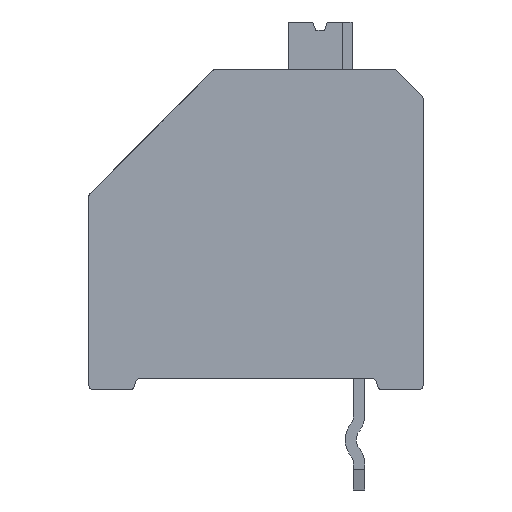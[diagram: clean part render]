
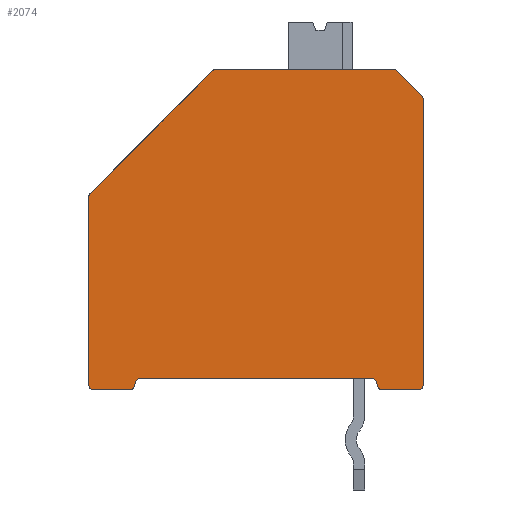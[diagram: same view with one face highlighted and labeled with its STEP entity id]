
A CAD part, front view. The second image highlights one B-rep face of the part: STEP entity #2074.
In plain terms, the highlighted planar face has unit normal (0, -1, 0).
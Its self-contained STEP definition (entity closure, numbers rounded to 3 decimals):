
#2074 = ADVANCED_FACE( '', ( #4076 ), #4077, .T. );
#4076 = FACE_OUTER_BOUND( '', #6069, .T. );
#4077 = PLANE( '', #6070 );
#6069 = EDGE_LOOP( '', ( #11794, #11795, #11796, #11797, #11798, #11799, #11800, #11801, #11802, #11803, #11804, #11805, #11806, #11807, #11808, #11809, #11810, #11811, #11812, #11813 ) );
#6070 = AXIS2_PLACEMENT_3D( '', #11814, #11815, #11816 );
#11794 = ORIENTED_EDGE( '', *, *, #14159, .F. );
#11795 = ORIENTED_EDGE( '', *, *, #14462, .T. );
#11796 = ORIENTED_EDGE( '', *, *, #12459, .F. );
#11797 = ORIENTED_EDGE( '', *, *, #14136, .T. );
#11798 = ORIENTED_EDGE( '', *, *, #13284, .F. );
#11799 = ORIENTED_EDGE( '', *, *, #14743, .T. );
#11800 = ORIENTED_EDGE( '', *, *, #13323, .T. );
#11801 = ORIENTED_EDGE( '', *, *, #14609, .T. );
#11802 = ORIENTED_EDGE( '', *, *, #14766, .F. );
#11803 = ORIENTED_EDGE( '', *, *, #14363, .T. );
#11804 = ORIENTED_EDGE( '', *, *, #13660, .T. );
#11805 = ORIENTED_EDGE( '', *, *, #14515, .F. );
#11806 = ORIENTED_EDGE( '', *, *, #14235, .T. );
#11807 = ORIENTED_EDGE( '', *, *, #13040, .F. );
#11808 = ORIENTED_EDGE( '', *, *, #13845, .T. );
#11809 = ORIENTED_EDGE( '', *, *, #14565, .T. );
#11810 = ORIENTED_EDGE( '', *, *, #14767, .F. );
#11811 = ORIENTED_EDGE( '', *, *, #13539, .T. );
#11812 = ORIENTED_EDGE( '', *, *, #14768, .T. );
#11813 = ORIENTED_EDGE( '', *, *, #14257, .T. );
#11814 = CARTESIAN_POINT( '', ( 0., -33., 0. ) );
#11815 = DIRECTION( '', ( 0., -1., 0. ) );
#11816 = DIRECTION( '', ( 0., 0., -1. ) );
#12459 = EDGE_CURVE( '', #14951, #14939, #14953, .T. );
#13040 = EDGE_CURVE( '', #15961, #15963, #15964, .T. );
#13284 = EDGE_CURVE( '', #16365, #16367, #16368, .T. );
#13323 = EDGE_CURVE( '', #16423, #16427, #16429, .T. );
#13539 = EDGE_CURVE( '', #16762, #16766, #16768, .T. );
#13660 = EDGE_CURVE( '', #16961, #16959, #16962, .T. );
#13845 = EDGE_CURVE( '', #15961, #17238, #17240, .T. );
#14136 = EDGE_CURVE( '', #14951, #16367, #17641, .T. );
#14159 = EDGE_CURVE( '', #17667, #17665, #17669, .T. );
#14235 = EDGE_CURVE( '', #17768, #15963, #17769, .T. );
#14257 = EDGE_CURVE( '', #17797, #17665, #17799, .T. );
#14363 = EDGE_CURVE( '', #17926, #16961, #17928, .T. );
#14462 = EDGE_CURVE( '', #17667, #14939, #18056, .T. );
#14515 = EDGE_CURVE( '', #17768, #16959, #18114, .T. );
#14565 = EDGE_CURVE( '', #17238, #18169, #18171, .T. );
#14609 = EDGE_CURVE( '', #16427, #18218, #18220, .T. );
#14743 = EDGE_CURVE( '', #16365, #16423, #18366, .T. );
#14766 = EDGE_CURVE( '', #17926, #18218, #18389, .T. );
#14767 = EDGE_CURVE( '', #16762, #18169, #18390, .T. );
#14768 = EDGE_CURVE( '', #16766, #17797, #18391, .T. );
#14939 = VERTEX_POINT( '', #18604 );
#14951 = VERTEX_POINT( '', #18621 );
#14953 = LINE( '', #18624, #18625 );
#15961 = VERTEX_POINT( '', #19995 );
#15963 = VERTEX_POINT( '', #19998 );
#15964 = CIRCLE( '', #19999, 0.17 );
#16365 = VERTEX_POINT( '', #20570 );
#16367 = VERTEX_POINT( '', #20573 );
#16368 = LINE( '', #20574, #20575 );
#16423 = VERTEX_POINT( '', #20653 );
#16427 = VERTEX_POINT( '', #20659 );
#16429 = LINE( '', #20662, #20663 );
#16762 = VERTEX_POINT( '', #21137 );
#16766 = VERTEX_POINT( '', #21142 );
#16768 = CIRCLE( '', #21145, 0.17 );
#16959 = VERTEX_POINT( '', #21446 );
#16961 = VERTEX_POINT( '', #21449 );
#16962 = LINE( '', #21450, #21451 );
#17238 = VERTEX_POINT( '', #21843 );
#17240 = LINE( '', #21846, #21847 );
#17641 = CIRCLE( '', #22407, 0.17 );
#17665 = VERTEX_POINT( '', #22438 );
#17667 = VERTEX_POINT( '', #22441 );
#17669 = LINE( '', #22444, #22445 );
#17768 = VERTEX_POINT( '', #22586 );
#17769 = LINE( '', #22587, #22588 );
#17797 = VERTEX_POINT( '', #22628 );
#17799 = CIRCLE( '', #22631, 0.17 );
#17926 = VERTEX_POINT( '', #22809 );
#17928 = CIRCLE( '', #22812, 0.17 );
#18056 = CIRCLE( '', #23003, 0.17 );
#18114 = CIRCLE( '', #23085, 0.17 );
#18169 = VERTEX_POINT( '', #23164 );
#18171 = CIRCLE( '', #23167, 0.17 );
#18218 = VERTEX_POINT( '', #23233 );
#18220 = CIRCLE( '', #23236, 0.17 );
#18366 = CIRCLE( '', #23457, 0.17 );
#18389 = LINE( '', #23486, #23487 );
#18390 = LINE( '', #23488, #23489 );
#18391 = LINE( '', #23490, #23491 );
#18604 = CARTESIAN_POINT( '', ( 10.93, -33., 11.33 ) );
#18621 = CARTESIAN_POINT( '', ( 4.57, -33., 11.33 ) );
#18624 = CARTESIAN_POINT( '', ( 4.5, -33., 11.33 ) );
#18625 = VECTOR( '', #23644, 1000. );
#19995 = CARTESIAN_POINT( '', ( 10.327, -33., 0.104 ) );
#19998 = CARTESIAN_POINT( '', ( 10.162, -33., 0.23 ) );
#19999 = AXIS2_PLACEMENT_3D( '', #24389, #24390, #24391 );
#20570 = CARTESIAN_POINT( '', ( 0.05, -33., 6.88 ) );
#20573 = CARTESIAN_POINT( '', ( 4.45, -33., 11.28 ) );
#20574 = CARTESIAN_POINT( '', ( 1.847, -33., 8.677 ) );
#20575 = VECTOR( '', #24653, 1000. );
#20653 = CARTESIAN_POINT( '', ( 0., -33., 6.76 ) );
#20659 = CARTESIAN_POINT( '', ( 0., -33., 0. ) );
#20662 = CARTESIAN_POINT( '', ( 0., -33., 13.03 ) );
#20663 = VECTOR( '', #24689, 1000. );
#21137 = CARTESIAN_POINT( '', ( 11.83, -33., -0.17 ) );
#21142 = CARTESIAN_POINT( '', ( 12., -33., 0. ) );
#21145 = AXIS2_PLACEMENT_3D( '', #24944, #24945, #24946 );
#21446 = CARTESIAN_POINT( '', ( 1.673, -33., 0.104 ) );
#21449 = CARTESIAN_POINT( '', ( 1.634, -33., -0.044 ) );
#21450 = CARTESIAN_POINT( '', ( 1.707, -33., 0.23 ) );
#21451 = VECTOR( '', #25103, 1000. );
#21843 = CARTESIAN_POINT( '', ( 10.366, -33., -0.044 ) );
#21846 = CARTESIAN_POINT( '', ( 10.774, -33., -1.566 ) );
#21847 = VECTOR( '', #25308, 1000. );
#22407 = AXIS2_PLACEMENT_3D( '', #25615, #25616, #25617 );
#22438 = CARTESIAN_POINT( '', ( 11.95, -33., 10.38 ) );
#22441 = CARTESIAN_POINT( '', ( 11.05, -33., 11.28 ) );
#22444 = CARTESIAN_POINT( '', ( 11.5, -33., 10.83 ) );
#22445 = VECTOR( '', #25642, 1000. );
#22586 = CARTESIAN_POINT( '', ( 1.838, -33., 0.23 ) );
#22587 = CARTESIAN_POINT( '', ( 8.312, -33., 0.23 ) );
#22588 = VECTOR( '', #25715, 1000. );
#22628 = CARTESIAN_POINT( '', ( 12., -33., 10.26 ) );
#22631 = AXIS2_PLACEMENT_3D( '', #25735, #25736, #25737 );
#22809 = CARTESIAN_POINT( '', ( 1.47, -33., -0.17 ) );
#22812 = AXIS2_PLACEMENT_3D( '', #25835, #25836, #25837 );
#23003 = AXIS2_PLACEMENT_3D( '', #25916, #25917, #25918 );
#23085 = AXIS2_PLACEMENT_3D( '', #25958, #25959, #25960 );
#23164 = CARTESIAN_POINT( '', ( 10.53, -33., -0.17 ) );
#23167 = AXIS2_PLACEMENT_3D( '', #25995, #25996, #25997 );
#23233 = CARTESIAN_POINT( '', ( 0.17, -33., -0.17 ) );
#23236 = AXIS2_PLACEMENT_3D( '', #26036, #26037, #26038 );
#23457 = AXIS2_PLACEMENT_3D( '', #26126, #26127, #26128 );
#23486 = CARTESIAN_POINT( '', ( 6., -33., -0.17 ) );
#23487 = VECTOR( '', #26141, 1000. );
#23488 = CARTESIAN_POINT( '', ( 6., -33., -0.17 ) );
#23489 = VECTOR( '', #26142, 1000. );
#23490 = CARTESIAN_POINT( '', ( 12., -33., -3.77 ) );
#23491 = VECTOR( '', #26143, 1000. );
#23644 = DIRECTION( '', ( 1., 0., 0. ) );
#24389 = CARTESIAN_POINT( '', ( 10.162, -33., 0.06 ) );
#24390 = DIRECTION( '', ( 0., -1., 0. ) );
#24391 = DIRECTION( '', ( 0., 0., -1. ) );
#24653 = DIRECTION( '', ( 0.707, 0., 0.707 ) );
#24689 = DIRECTION( '', ( 0., 0., -1. ) );
#24944 = CARTESIAN_POINT( '', ( 11.83, -33., 0. ) );
#24945 = DIRECTION( '', ( 0., -1., 0. ) );
#24946 = DIRECTION( '', ( 0., 0., -1. ) );
#25103 = DIRECTION( '', ( 0.259, 0., 0.966 ) );
#25308 = DIRECTION( '', ( 0.259, 0., -0.966 ) );
#25615 = CARTESIAN_POINT( '', ( 4.57, -33., 11.16 ) );
#25616 = DIRECTION( '', ( 0., -1., 0. ) );
#25617 = DIRECTION( '', ( 0., 0., -1. ) );
#25642 = DIRECTION( '', ( 0.707, 0., -0.707 ) );
#25715 = DIRECTION( '', ( 1., 0., 0. ) );
#25735 = CARTESIAN_POINT( '', ( 11.83, -33., 10.26 ) );
#25736 = DIRECTION( '', ( 0., -1., 0. ) );
#25737 = DIRECTION( '', ( 0., 0., -1. ) );
#25835 = CARTESIAN_POINT( '', ( 1.47, -33., 0. ) );
#25836 = DIRECTION( '', ( 0., -1., 0. ) );
#25837 = DIRECTION( '', ( 0., 0., -1. ) );
#25916 = CARTESIAN_POINT( '', ( 10.93, -33., 11.16 ) );
#25917 = DIRECTION( '', ( 0., -1., 0. ) );
#25918 = DIRECTION( '', ( 0., 0., -1. ) );
#25958 = CARTESIAN_POINT( '', ( 1.838, -33., 0.06 ) );
#25959 = DIRECTION( '', ( 0., -1., 0. ) );
#25960 = DIRECTION( '', ( 0., 0., -1. ) );
#25995 = CARTESIAN_POINT( '', ( 10.53, -33., 0. ) );
#25996 = DIRECTION( '', ( 0., -1., 0. ) );
#25997 = DIRECTION( '', ( 0., 0., -1. ) );
#26036 = CARTESIAN_POINT( '', ( 0.17, -33., 0. ) );
#26037 = DIRECTION( '', ( 0., -1., 0. ) );
#26038 = DIRECTION( '', ( 0., 0., -1. ) );
#26126 = CARTESIAN_POINT( '', ( 0.17, -33., 6.76 ) );
#26127 = DIRECTION( '', ( 0., -1., 0. ) );
#26128 = DIRECTION( '', ( 0., 0., -1. ) );
#26141 = DIRECTION( '', ( -1., 0., 0. ) );
#26142 = DIRECTION( '', ( -1., 0., 0. ) );
#26143 = DIRECTION( '', ( 0., 0., 1. ) );
